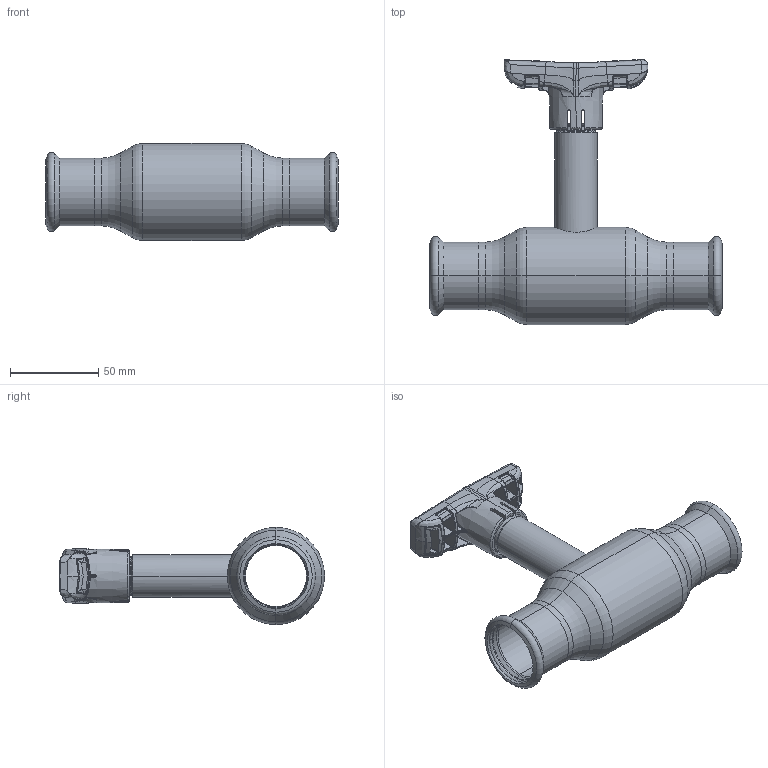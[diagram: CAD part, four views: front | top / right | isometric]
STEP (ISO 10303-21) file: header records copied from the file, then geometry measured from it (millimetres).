
FILE_DESCRIPTION (( 'STEP AP214' ), '1' );
FILE_NAME ('2032000101-0400.step', '2023-12-08T11:55:40', ( '' ), ( '' ), 'SwSTEP 2.0', 'SolidWorks 2021', '' );
FILE_SCHEMA (( 'AUTOMOTIVE_DESIGN' ));
Length unit declared in the file: millimetre
Products named in the file (1): 2032000101-0400
Bounding box: 165.6 x 150.07 x 55 mm (x, y, z)
Surface area: 52133 mm2 (no closed solid volume)
Topology: 0 solids, 8 shells, 557 faces, 2029 edges, 1387 vertices
Faces by surface type: bspline 430, plane 40, cylinder 30, cone 28, torus 25, sphere 4
Entity records: 54289 total; most frequent: CARTESIAN_POINT 35676, ORIENTED_EDGE 3166, EDGE_CURVE 2015, B_SPLINE_CURVE_WITH_KNOTS 1451, VERTEX_POINT 1384, DIRECTION 1232, EDGE_LOOP 569, UNCERTAINTY_MEASURE_WITH_UNIT 556
